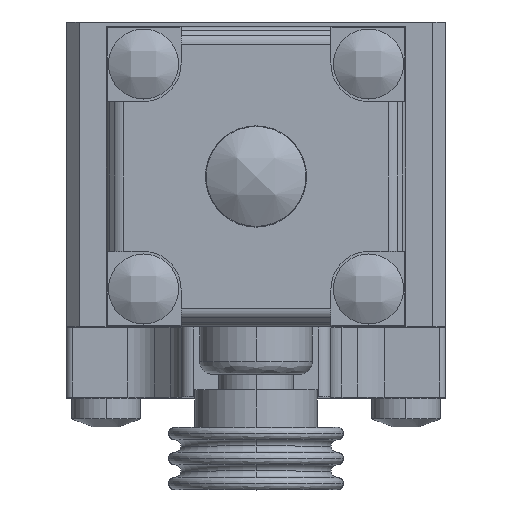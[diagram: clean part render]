
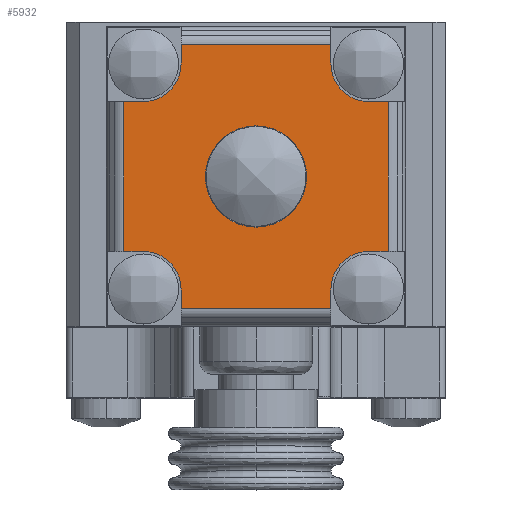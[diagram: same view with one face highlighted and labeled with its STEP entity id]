
A CAD part, top view. The second image highlights one B-rep face of the part: STEP entity #5932.
In plain terms, the highlighted planar face has unit normal (0, 0, 1).
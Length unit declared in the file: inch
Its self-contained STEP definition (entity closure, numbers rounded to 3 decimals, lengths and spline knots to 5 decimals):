
#101 = CARTESIAN_POINT ( 'NONE',  ( 0.23622, -0.07657, 1.1378 ) ) ;
#199 = CARTESIAN_POINT ( 'NONE',  ( 0.41162, -0.25197, 1.1378 ) ) ;
#222 = VERTEX_POINT ( 'NONE', #5293 ) ;
#224 = DIRECTION ( 'NONE',  ( 0., -1., 0. ) ) ;
#281 = VERTEX_POINT ( 'NONE', #7236 ) ;
#335 = CIRCLE ( 'NONE', #1775, 0.15945 ) ;
#382 = CARTESIAN_POINT ( 'NONE',  ( -0.23622, -0.13386, 1.1378 ) ) ;
#441 = EDGE_CURVE ( 'NONE', #763, #2852, #3553, .T. ) ;
#476 = CARTESIAN_POINT ( 'NONE',  ( -0.23622, -0.84252, 1.1378 ) ) ;
#597 = EDGE_CURVE ( 'NONE', #1290, #3135, #7374, .T. ) ;
#598 = ORIENTED_EDGE ( 'NONE', *, *, #597, .T. ) ;
#676 = CARTESIAN_POINT ( 'NONE',  ( -0.23622, -0.89981, 1.1378 ) ) ;
#726 = DIRECTION ( 'NONE',  ( 0., 1., 0. ) ) ;
#763 = VERTEX_POINT ( 'NONE', #6250 ) ;
#771 = DIRECTION ( 'NONE',  ( -1., 0., 0. ) ) ;
#781 = LINE ( 'NONE', #2471, #4628 ) ;
#850 = CARTESIAN_POINT ( 'NONE',  ( -0.35433, -0.72441, 1.1378 ) ) ;
#902 = CARTESIAN_POINT ( 'NONE',  ( 0.35433, -0.13386, 1.1378 ) ) ;
#908 = DIRECTION ( 'NONE',  ( 1., 0., 0. ) ) ;
#1067 = CARTESIAN_POINT ( 'NONE',  ( 0., -0.48819, 1.1378 ) ) ;
#1145 = CARTESIAN_POINT ( 'NONE',  ( -0.41162, -0.72441, 1.1378 ) ) ;
#1194 = ORIENTED_EDGE ( 'NONE', *, *, #7337, .T. ) ;
#1234 = VERTEX_POINT ( 'NONE', #5540 ) ;
#1290 = VERTEX_POINT ( 'NONE', #6818 ) ;
#1293 = EDGE_LOOP ( 'NONE', ( #7346, #1194, #7703, #2872, #4144, #2266, #3591, #6238, #5371, #5879, #598, #5759, #6865, #3100, #1432, #1389 ) ) ;
#1379 = VERTEX_POINT ( 'NONE', #5086 ) ;
#1389 = ORIENTED_EDGE ( 'NONE', *, *, #4727, .T. ) ;
#1432 = ORIENTED_EDGE ( 'NONE', *, *, #6716, .T. ) ;
#1434 = LINE ( 'NONE', #3813, #1622 ) ;
#1537 = LINE ( 'NONE', #6193, #6143 ) ;
#1538 = DIRECTION ( 'NONE',  ( 0., -1., 0. ) ) ;
#1604 = DIRECTION ( 'NONE',  ( 0., 0., -1. ) ) ;
#1622 = VECTOR ( 'NONE', #6208, 39.37008 ) ;
#1727 = CARTESIAN_POINT ( 'NONE',  ( -0.23622, -0.90495, 1.1378 ) ) ;
#1775 = AXIS2_PLACEMENT_3D ( 'NONE', #6364, #3941, #908 ) ;
#1833 = VECTOR ( 'NONE', #6187, 39.37008 ) ;
#1844 = CARTESIAN_POINT ( 'NONE',  ( 0.35433, -0.72441, 1.1378 ) ) ;
#1900 = ORIENTED_EDGE ( 'NONE', *, *, #3193, .T. ) ;
#1975 = VECTOR ( 'NONE', #4877, 39.37008 ) ;
#2054 = VECTOR ( 'NONE', #726, 39.37008 ) ;
#2154 = AXIS2_PLACEMENT_3D ( 'NONE', #1067, #3494, #5908 ) ;
#2197 = AXIS2_PLACEMENT_3D ( 'NONE', #6436, #3487, #6464 ) ;
#2266 = ORIENTED_EDGE ( 'NONE', *, *, #5304, .T. ) ;
#2299 = LINE ( 'NONE', #2662, #3344 ) ;
#2464 = EDGE_CURVE ( 'NONE', #222, #6869, #781, .T. ) ;
#2471 = CARTESIAN_POINT ( 'NONE',  ( -0.23622, -0.25197, 1.1378 ) ) ;
#2535 = CIRCLE ( 'NONE', #4498, 0.11811 ) ;
#2600 = CIRCLE ( 'NONE', #4559, 0.15945 ) ;
#2662 = CARTESIAN_POINT ( 'NONE',  ( 0., -0.07143, 1.1378 ) ) ;
#2667 = CARTESIAN_POINT ( 'NONE',  ( 0., -0.48819, 1.1378 ) ) ;
#2720 = VECTOR ( 'NONE', #7151, 39.37008 ) ;
#2852 = VERTEX_POINT ( 'NONE', #1844 ) ;
#2872 = ORIENTED_EDGE ( 'NONE', *, *, #441, .T. ) ;
#3007 = DIRECTION ( 'NONE',  ( 0., 1., 0. ) ) ;
#3043 = VERTEX_POINT ( 'NONE', #3806 ) ;
#3081 = VECTOR ( 'NONE', #3007, 39.37008 ) ;
#3100 = ORIENTED_EDGE ( 'NONE', *, *, #5430, .T. ) ;
#3117 = LINE ( 'NONE', #676, #1975 ) ;
#3135 = VERTEX_POINT ( 'NONE', #382 ) ;
#3181 = VERTEX_POINT ( 'NONE', #850 ) ;
#3193 = EDGE_CURVE ( 'NONE', #3043, #3814, #2600, .T. ) ;
#3344 = VECTOR ( 'NONE', #771, 39.37008 ) ;
#3366 = EDGE_CURVE ( 'NONE', #1234, #4593, #4561, .T. ) ;
#3380 = CIRCLE ( 'NONE', #3438, 0.11811 ) ;
#3438 = AXIS2_PLACEMENT_3D ( 'NONE', #5666, #5041, #1538 ) ;
#3458 = EDGE_CURVE ( 'NONE', #1379, #1290, #2299, .T. ) ;
#3487 = DIRECTION ( 'NONE',  ( 0., 0., -1. ) ) ;
#3494 = DIRECTION ( 'NONE',  ( 0., 0., 1. ) ) ;
#3553 = CIRCLE ( 'NONE', #2197, 0.11811 ) ;
#3570 = LINE ( 'NONE', #1145, #2720 ) ;
#3591 = ORIENTED_EDGE ( 'NONE', *, *, #3366, .T. ) ;
#3806 = CARTESIAN_POINT ( 'NONE',  ( -0.15945, -0.48819, 1.1378 ) ) ;
#3812 = CARTESIAN_POINT ( 'NONE',  ( -0.23622, 0.99398, 1.1378 ) ) ;
#3813 = CARTESIAN_POINT ( 'NONE',  ( 0., -0.90495, 1.1378 ) ) ;
#3814 = VERTEX_POINT ( 'NONE', #7226 ) ;
#3825 = LINE ( 'NONE', #4832, #4760 ) ;
#3847 = DIRECTION ( 'NONE',  ( 1., 0., 0. ) ) ;
#3854 = DIRECTION ( 'NONE',  ( -1., 0., 0. ) ) ;
#3870 = AXIS2_PLACEMENT_3D ( 'NONE', #3958, #5799, #6381 ) ;
#3876 = CARTESIAN_POINT ( 'NONE',  ( 0.35433, -0.25197, 1.1378 ) ) ;
#3941 = DIRECTION ( 'NONE',  ( 0., 0., -1. ) ) ;
#3958 = CARTESIAN_POINT ( 'NONE',  ( -0.35433, -0.84252, 1.1378 ) ) ;
#4010 = EDGE_CURVE ( 'NONE', #2852, #281, #1537, .T. ) ;
#4137 = CARTESIAN_POINT ( 'NONE',  ( 0.23622, -1.97036, 1.1378 ) ) ;
#4144 = ORIENTED_EDGE ( 'NONE', *, *, #4010, .T. ) ;
#4324 = DIRECTION ( 'NONE',  ( 1., 0., 0. ) ) ;
#4349 = DIRECTION ( 'NONE',  ( 0., 0., -1. ) ) ;
#4498 = AXIS2_PLACEMENT_3D ( 'NONE', #902, #1604, #5825 ) ;
#4559 = AXIS2_PLACEMENT_3D ( 'NONE', #2667, #4349, #4324 ) ;
#4561 = LINE ( 'NONE', #199, #6894 ) ;
#4593 = VERTEX_POINT ( 'NONE', #3876 ) ;
#4604 = CARTESIAN_POINT ( 'NONE',  ( 0.23622, -0.90495, 1.1378 ) ) ;
#4628 = VECTOR ( 'NONE', #5448, 39.37008 ) ;
#4727 = EDGE_CURVE ( 'NONE', #3181, #4807, #7191, .T. ) ;
#4760 = VECTOR ( 'NONE', #4858, 39.37008 ) ;
#4807 = VERTEX_POINT ( 'NONE', #476 ) ;
#4832 = CARTESIAN_POINT ( 'NONE',  ( -0.41676, -0.48819, 1.1378 ) ) ;
#4858 = DIRECTION ( 'NONE',  ( 0., -1., 0. ) ) ;
#4877 = DIRECTION ( 'NONE',  ( 0., -1., 0. ) ) ;
#5041 = DIRECTION ( 'NONE',  ( 0., 0., -1. ) ) ;
#5086 = CARTESIAN_POINT ( 'NONE',  ( 0.23622, -0.07143, 1.1378 ) ) ;
#5115 = CARTESIAN_POINT ( 'NONE',  ( 0.23622, -0.13386, 1.1378 ) ) ;
#5172 = FACE_OUTER_BOUND ( 'NONE', #1293, .T. ) ;
#5282 = CARTESIAN_POINT ( 'NONE',  ( -0.41676, -0.25197, 1.1378 ) ) ;
#5293 = CARTESIAN_POINT ( 'NONE',  ( -0.35433, -0.25197, 1.1378 ) ) ;
#5304 = EDGE_CURVE ( 'NONE', #281, #1234, #5412, .T. ) ;
#5321 = LINE ( 'NONE', #4137, #1833 ) ;
#5371 = ORIENTED_EDGE ( 'NONE', *, *, #6626, .T. ) ;
#5376 = PLANE ( 'NONE',  #2154 ) ;
#5412 = LINE ( 'NONE', #6578, #3081 ) ;
#5430 = EDGE_CURVE ( 'NONE', #6869, #5842, #3825, .T. ) ;
#5448 = DIRECTION ( 'NONE',  ( -1., 0., 0. ) ) ;
#5540 = CARTESIAN_POINT ( 'NONE',  ( 0.41676, -0.25197, 1.1378 ) ) ;
#5641 = EDGE_CURVE ( 'NONE', #6412, #763, #5321, .T. ) ;
#5666 = CARTESIAN_POINT ( 'NONE',  ( -0.35433, -0.13386, 1.1378 ) ) ;
#5759 = ORIENTED_EDGE ( 'NONE', *, *, #6965, .T. ) ;
#5799 = DIRECTION ( 'NONE',  ( 0., 0., -1. ) ) ;
#5825 = DIRECTION ( 'NONE',  ( 1., 0., 0. ) ) ;
#5842 = VERTEX_POINT ( 'NONE', #6422 ) ;
#5879 = ORIENTED_EDGE ( 'NONE', *, *, #3458, .T. ) ;
#5908 = DIRECTION ( 'NONE',  ( 1., 0., 0. ) ) ;
#5927 = EDGE_LOOP ( 'NONE', ( #7527, #1900 ) ) ;
#5932 = ADVANCED_FACE ( 'NONE', ( #6761, #5172 ), #5376, .T. ) ;
#6034 = VERTEX_POINT ( 'NONE', #1727 ) ;
#6143 = VECTOR ( 'NONE', #3847, 39.37008 ) ;
#6186 = EDGE_CURVE ( 'NONE', #4807, #6034, #3117, .T. ) ;
#6187 = DIRECTION ( 'NONE',  ( 0., 1., 0. ) ) ;
#6193 = CARTESIAN_POINT ( 'NONE',  ( 0.23622, -0.72441, 1.1378 ) ) ;
#6208 = DIRECTION ( 'NONE',  ( 1., 0., 0. ) ) ;
#6238 = ORIENTED_EDGE ( 'NONE', *, *, #6415, .T. ) ;
#6250 = CARTESIAN_POINT ( 'NONE',  ( 0.23622, -0.84252, 1.1378 ) ) ;
#6364 = CARTESIAN_POINT ( 'NONE',  ( 0., -0.48819, 1.1378 ) ) ;
#6381 = DIRECTION ( 'NONE',  ( 1., 0., 0. ) ) ;
#6412 = VERTEX_POINT ( 'NONE', #4604 ) ;
#6415 = EDGE_CURVE ( 'NONE', #4593, #6988, #2535, .T. ) ;
#6422 = CARTESIAN_POINT ( 'NONE',  ( -0.41676, -0.72441, 1.1378 ) ) ;
#6436 = CARTESIAN_POINT ( 'NONE',  ( 0.35433, -0.84252, 1.1378 ) ) ;
#6464 = DIRECTION ( 'NONE',  ( 1., 0., 0. ) ) ;
#6578 = CARTESIAN_POINT ( 'NONE',  ( 0.41676, -0.48819, 1.1378 ) ) ;
#6626 = EDGE_CURVE ( 'NONE', #6988, #1379, #6656, .T. ) ;
#6656 = LINE ( 'NONE', #101, #2054 ) ;
#6716 = EDGE_CURVE ( 'NONE', #5842, #3181, #3570, .T. ) ;
#6761 = FACE_BOUND ( 'NONE', #5927, .T. ) ;
#6818 = CARTESIAN_POINT ( 'NONE',  ( -0.23622, -0.07143, 1.1378 ) ) ;
#6865 = ORIENTED_EDGE ( 'NONE', *, *, #2464, .T. ) ;
#6869 = VERTEX_POINT ( 'NONE', #5282 ) ;
#6894 = VECTOR ( 'NONE', #3854, 39.37008 ) ;
#6965 = EDGE_CURVE ( 'NONE', #3135, #222, #3380, .T. ) ;
#6988 = VERTEX_POINT ( 'NONE', #5115 ) ;
#7151 = DIRECTION ( 'NONE',  ( 1., 0., 0. ) ) ;
#7182 = VECTOR ( 'NONE', #224, 39.37008 ) ;
#7191 = CIRCLE ( 'NONE', #3870, 0.11811 ) ;
#7226 = CARTESIAN_POINT ( 'NONE',  ( 0.15945, -0.48819, 1.1378 ) ) ;
#7236 = CARTESIAN_POINT ( 'NONE',  ( 0.41676, -0.72441, 1.1378 ) ) ;
#7337 = EDGE_CURVE ( 'NONE', #6034, #6412, #1434, .T. ) ;
#7346 = ORIENTED_EDGE ( 'NONE', *, *, #6186, .T. ) ;
#7374 = LINE ( 'NONE', #3812, #7182 ) ;
#7377 = EDGE_CURVE ( 'NONE', #3814, #3043, #335, .T. ) ;
#7527 = ORIENTED_EDGE ( 'NONE', *, *, #7377, .T. ) ;
#7703 = ORIENTED_EDGE ( 'NONE', *, *, #5641, .T. ) ;
